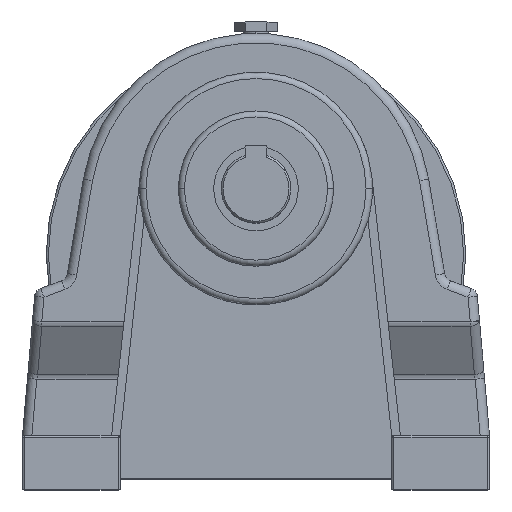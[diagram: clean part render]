
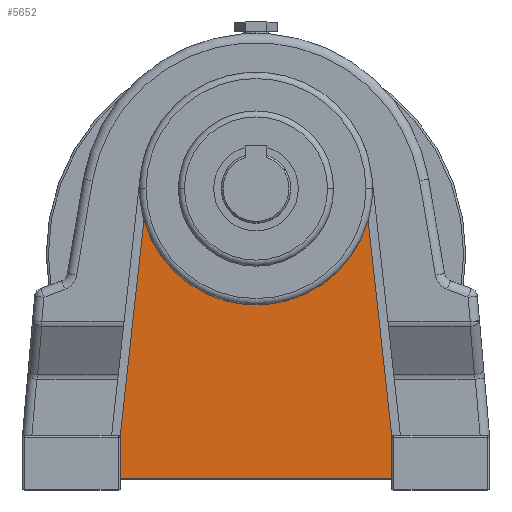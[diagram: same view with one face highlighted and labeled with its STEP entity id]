
A CAD part, top view. The second image highlights one B-rep face of the part: STEP entity #5652.
In plain terms, the highlighted planar face has unit normal (0, 0, 1).
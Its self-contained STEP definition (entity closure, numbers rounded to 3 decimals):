
#63 = CARTESIAN_POINT ( 'NONE',  ( 62.5, -133.5, -13.028 ) ) ;
#277 = LINE ( 'NONE', #4621, #5700 ) ;
#290 = VECTOR ( 'NONE', #6559, 1000. ) ;
#477 = LINE ( 'NONE', #4784, #4232 ) ;
#558 = ORIENTED_EDGE ( 'NONE', *, *, #6487, .T. ) ;
#1139 = ORIENTED_EDGE ( 'NONE', *, *, #5854, .T. ) ;
#1191 = CARTESIAN_POINT ( 'NONE',  ( -51.575, -14.685, -13.028 ) ) ;
#1242 = ORIENTED_EDGE ( 'NONE', *, *, #2818, .T. ) ;
#1307 = CARTESIAN_POINT ( 'NONE',  ( 62.5, -133.5, -13.028 ) ) ;
#1403 = DIRECTION ( 'NONE',  ( 1., 0., 0. ) ) ;
#1477 = VERTEX_POINT ( 'NONE', #2729 ) ;
#1763 = LINE ( 'NONE', #1307, #290 ) ;
#1787 = ORIENTED_EDGE ( 'NONE', *, *, #5290, .T. ) ;
#1810 = EDGE_CURVE ( 'NONE', #6508, #2178, #4951, .T. ) ;
#1891 = DIRECTION ( 'NONE',  ( 1., 0., 0. ) ) ;
#1945 = CARTESIAN_POINT ( 'NONE',  ( 62.5, -113.5, -13.028 ) ) ;
#1986 = CARTESIAN_POINT ( 'NONE',  ( -51.575, -14.685, -13.028 ) ) ;
#2064 = EDGE_LOOP ( 'NONE', ( #4643, #558, #1242, #1787, #1139, #3615 ) ) ;
#2178 = VERTEX_POINT ( 'NONE', #5025 ) ;
#2457 = FACE_OUTER_BOUND ( 'NONE', #2064, .T. ) ;
#2514 = VECTOR ( 'NONE', #2815, 1000. ) ;
#2550 = DIRECTION ( 'NONE',  ( 0., 0., -1. ) ) ;
#2729 = CARTESIAN_POINT ( 'NONE',  ( 51.575, -14.685, -13.028 ) ) ;
#2815 = DIRECTION ( 'NONE',  ( -0.11, -0.994, 0. ) ) ;
#2818 = EDGE_CURVE ( 'NONE', #3140, #2865, #1763, .T. ) ;
#2847 = AXIS2_PLACEMENT_3D ( 'NONE', #6271, #2550, #3085 ) ;
#2865 = VERTEX_POINT ( 'NONE', #1945 ) ;
#3085 = DIRECTION ( 'NONE',  ( 1., 0., 0. ) ) ;
#3140 = VERTEX_POINT ( 'NONE', #63 ) ;
#3160 = CIRCLE ( 'NONE', #2847, 53.625 ) ;
#3615 = ORIENTED_EDGE ( 'NONE', *, *, #1810, .T. ) ;
#3671 = DIRECTION ( 'NONE',  ( -0.11, 0.994, 0. ) ) ;
#3674 = AXIS2_PLACEMENT_3D ( 'NONE', #4561, #5649, #1891 ) ;
#3741 = CARTESIAN_POINT ( 'NONE',  ( -62.5, -133.5, -13.028 ) ) ;
#4143 = VERTEX_POINT ( 'NONE', #3741 ) ;
#4232 = VECTOR ( 'NONE', #5878, 1000. ) ;
#4305 = EDGE_CURVE ( 'NONE', #2178, #4143, #477, .T. ) ;
#4496 = PLANE ( 'NONE',  #3674 ) ;
#4561 = CARTESIAN_POINT ( 'NONE',  ( 0., 0., -13.028 ) ) ;
#4621 = CARTESIAN_POINT ( 'NONE',  ( -62.5, -133.5, -13.028 ) ) ;
#4643 = ORIENTED_EDGE ( 'NONE', *, *, #4305, .T. ) ;
#4648 = LINE ( 'NONE', #6871, #6310 ) ;
#4784 = CARTESIAN_POINT ( 'NONE',  ( -62.5, -113.5, -13.028 ) ) ;
#4951 = LINE ( 'NONE', #1191, #2514 ) ;
#5025 = CARTESIAN_POINT ( 'NONE',  ( -62.5, -113.5, -13.028 ) ) ;
#5290 = EDGE_CURVE ( 'NONE', #2865, #1477, #4648, .T. ) ;
#5649 = DIRECTION ( 'NONE',  ( 0., 0., 1. ) ) ;
#5652 = ADVANCED_FACE ( 'NONE', ( #2457 ), #4496, .T. ) ;
#5700 = VECTOR ( 'NONE', #1403, 1000. ) ;
#5854 = EDGE_CURVE ( 'NONE', #1477, #6508, #3160, .T. ) ;
#5878 = DIRECTION ( 'NONE',  ( 0., -1., 0. ) ) ;
#6271 = CARTESIAN_POINT ( 'NONE',  ( 0., 0., -13.028 ) ) ;
#6310 = VECTOR ( 'NONE', #3671, 1000. ) ;
#6487 = EDGE_CURVE ( 'NONE', #4143, #3140, #277, .T. ) ;
#6508 = VERTEX_POINT ( 'NONE', #1986 ) ;
#6559 = DIRECTION ( 'NONE',  ( 0., 1., 0. ) ) ;
#6871 = CARTESIAN_POINT ( 'NONE',  ( 62.5, -113.5, -13.028 ) ) ;
